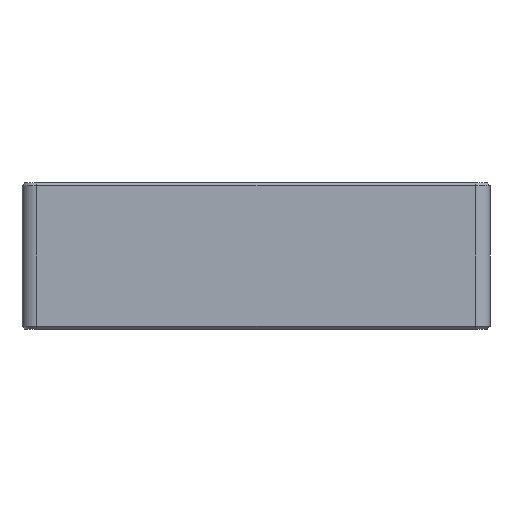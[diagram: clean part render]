
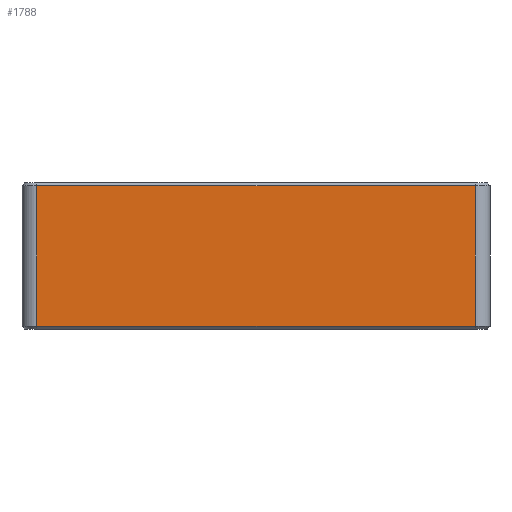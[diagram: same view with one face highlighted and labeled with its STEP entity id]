
A CAD part, left-side view. The second image highlights one B-rep face of the part: STEP entity #1788.
In plain terms, the highlighted planar face has unit normal (-1, 0, 0).
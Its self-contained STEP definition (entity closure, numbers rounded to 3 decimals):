
#94=PLANE('',#2009);
#202=FACE_OUTER_BOUND('',#322,.T.);
#322=EDGE_LOOP('',(#1621,#1622,#1623,#1624));
#400=LINE('',#2856,#556);
#405=LINE('',#2872,#561);
#473=LINE('',#3077,#629);
#480=LINE('',#3095,#636);
#556=VECTOR('',#2301,10.);
#561=VECTOR('',#2320,10.);
#629=VECTOR('',#2556,10.);
#636=VECTOR('',#2581,10.);
#816=VERTEX_POINT('',#2850);
#817=VERTEX_POINT('',#2854);
#821=VERTEX_POINT('',#2870);
#874=VERTEX_POINT('',#3075);
#1008=EDGE_CURVE('',#817,#816,#400,.T.);
#1016=EDGE_CURVE('',#821,#817,#405,.T.);
#1119=EDGE_CURVE('',#874,#821,#473,.T.);
#1128=EDGE_CURVE('',#816,#874,#480,.T.);
#1621=ORIENTED_EDGE('',*,*,#1008,.F.);
#1622=ORIENTED_EDGE('',*,*,#1016,.F.);
#1623=ORIENTED_EDGE('',*,*,#1119,.F.);
#1624=ORIENTED_EDGE('',*,*,#1128,.F.);
#1788=ADVANCED_FACE('',(#202),#94,.T.);
#2009=AXIS2_PLACEMENT_3D('',#3094,#2579,#2580);
#2301=DIRECTION('',(0.,1.,0.));
#2320=DIRECTION('',(0.,0.,-1.));
#2556=DIRECTION('',(0.,-1.,0.));
#2579=DIRECTION('center_axis',(-1.,0.,0.));
#2580=DIRECTION('ref_axis',(0.,-1.,0.));
#2581=DIRECTION('',(0.,0.,1.));
#2850=CARTESIAN_POINT('',(-20.,15.,0.2));
#2854=CARTESIAN_POINT('',(-20.,-15.,0.2));
#2856=CARTESIAN_POINT('',(-20.,8.,0.2));
#2870=CARTESIAN_POINT('',(-20.,-15.,9.8));
#2872=CARTESIAN_POINT('',(-20.,-15.,0.));
#3075=CARTESIAN_POINT('',(-20.,15.,9.8));
#3077=CARTESIAN_POINT('',(-20.,8.,9.8));
#3094=CARTESIAN_POINT('Origin',(-20.,16.,0.));
#3095=CARTESIAN_POINT('',(-20.,15.,0.));
